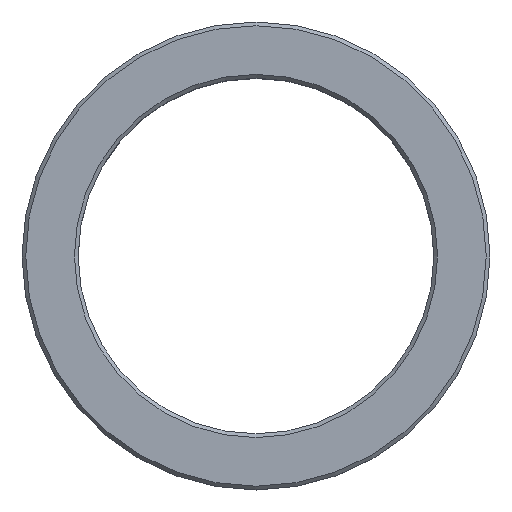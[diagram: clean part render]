
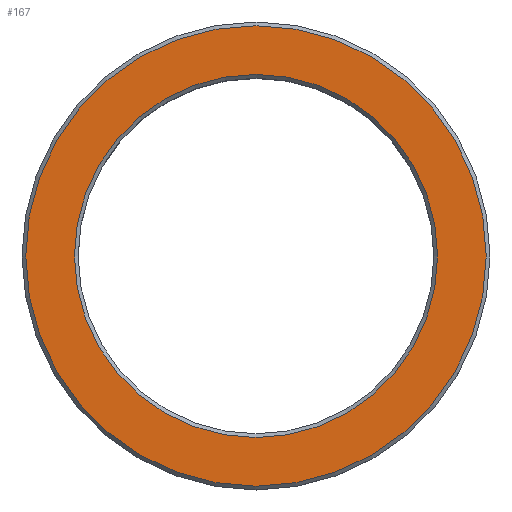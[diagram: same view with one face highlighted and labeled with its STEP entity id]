
A CAD part, top view. The second image highlights one B-rep face of the part: STEP entity #167.
In plain terms, the highlighted planar face has unit normal (0, 0, 1).
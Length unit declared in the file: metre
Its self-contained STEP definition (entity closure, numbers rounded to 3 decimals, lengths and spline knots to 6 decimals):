
#167=ADVANCED_FACE('',(#211,#212),#213,.T.);
#211=FACE_BOUND('',#3049,.T.);
#212=FACE_OUTER_BOUND('',#3050,.T.);
#213=PLANE('',#3051);
#3049=EDGE_LOOP('',(#5926));
#3050=EDGE_LOOP('',(#5927));
#3051=AXIS2_PLACEMENT_3D('',#5928,#5929,#5930);
#5926=ORIENTED_EDGE('',*,*,#5963,.T.);
#5927=ORIENTED_EDGE('',*,*,#5954,.F.);
#5928=CARTESIAN_POINT('',(0.0615,0.0,0.05));
#5929=DIRECTION('',(0.0,0.,1.0));
#5930=DIRECTION('',(0.0,-1.0,0.));
#5954=EDGE_CURVE('',#5988,#5988,#5989,.T.);
#5963=EDGE_CURVE('',#6006,#6006,#6007,.T.);
#5988=VERTEX_POINT('',#6268);
#5989=CIRCLE('',#6269,0.0615);
#6006=VERTEX_POINT('',#6286);
#6007=CIRCLE('',#6287,0.0485);
#6268=CARTESIAN_POINT('',(0.0,0.0615,0.05));
#6269=AXIS2_PLACEMENT_3D('',#6310,#6311,#6312);
#6286=CARTESIAN_POINT('',(0.0,0.0485,0.05));
#6287=AXIS2_PLACEMENT_3D('',#6337,#6338,#6339);
#6310=CARTESIAN_POINT('',(0.0,0.0,0.05));
#6311=DIRECTION('',(0.0,0.,-1.0));
#6312=DIRECTION('',(0.0,1.0,0.));
#6337=CARTESIAN_POINT('',(0.0,0.0,0.05));
#6338=DIRECTION('',(0.0,0.,-1.0));
#6339=DIRECTION('',(0.0,1.0,0.));
